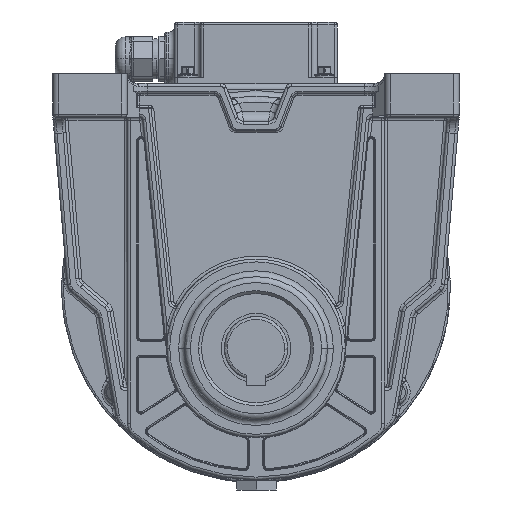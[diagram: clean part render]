
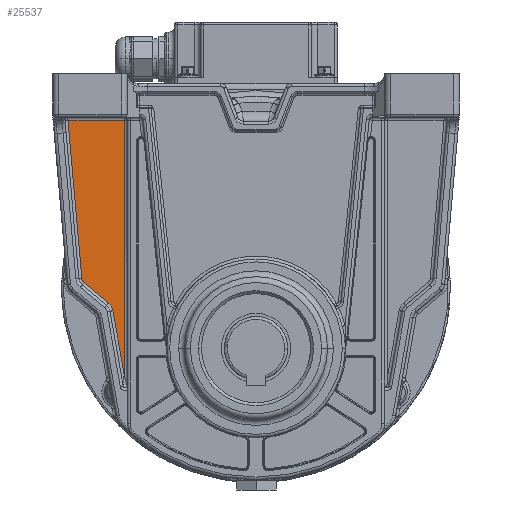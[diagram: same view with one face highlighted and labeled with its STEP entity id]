
A CAD part, left-side view. The second image highlights one B-rep face of the part: STEP entity #25537.
In plain terms, the highlighted planar face has unit normal (-1, 0, 0).
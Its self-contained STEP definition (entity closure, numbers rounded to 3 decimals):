
#2404=DIRECTION('',(0.,1.,0.));
#2405=VECTOR('',#2404,28.34);
#2406=CARTESIAN_POINT('',(18.,66.5,84.8));
#2407=LINE('',#2406,#2405);
#2412=DIRECTION('',(0.,0.174,0.985));
#2413=VECTOR('',#2412,32.629);
#2414=CARTESIAN_POINT('',(18.,66.5,-43.446));
#2415=LINE('',#2414,#2413);
#2416=CARTESIAN_POINT('',(18.,78.567,-12.441));
#2417=DIRECTION('',(-1.,0.,0.));
#2418=DIRECTION('',(0.,-0.985,0.174));
#2419=AXIS2_PLACEMENT_3D('',#2416,#2417,#2418);
#2421=DIRECTION('',(0.,0.766,0.643));
#2422=VECTOR('',#2421,15.99);
#2423=CARTESIAN_POINT('',(18.,74.389,-7.462));
#2424=LINE('',#2423,#2422);
#2425=CARTESIAN_POINT('',(18.,84.389,5.498));
#2426=DIRECTION('',(1.,0.,0.));
#2427=DIRECTION('',(0.,0.643,-0.766));
#2428=AXIS2_PLACEMENT_3D('',#2425,#2426,#2427);
#2430=DIRECTION('',(0.,0.087,0.996));
#2431=VECTOR('',#2430,79.911);
#2432=CARTESIAN_POINT('',(18.,87.875,5.193));
#2433=LINE('',#2432,#2431);
#2438=DIRECTION('',(0.,0.,1.));
#2439=VECTOR('',#2438,128.246);
#2440=CARTESIAN_POINT('',(18.,66.5,-43.446));
#2441=LINE('',#2440,#2439);
#18110=CARTESIAN_POINT('',(18.,94.84,84.8));
#18111=VERTEX_POINT('',#18110);
#18112=CARTESIAN_POINT('',(18.,87.875,5.193));
#18113=VERTEX_POINT('',#18112);
#18116=CARTESIAN_POINT('',(18.,66.5,84.8));
#18117=VERTEX_POINT('',#18116);
#18118=CARTESIAN_POINT('',(18.,66.5,
-43.446));
#18119=VERTEX_POINT('',#18118);
#18120=CARTESIAN_POINT('',(18.,72.166,-11.312));
#18121=VERTEX_POINT('',#18120);
#18122=CARTESIAN_POINT('',(18.,74.389,-7.462));
#18123=VERTEX_POINT('',#18122);
#18124=CARTESIAN_POINT('',(18.,86.638,2.817));
#18125=VERTEX_POINT('',#18124);
#25518=CARTESIAN_POINT('',(18.,0.,0.));
#25519=DIRECTION('',(1.,0.,0.));
#25520=DIRECTION('',(0.,-1.,0.));
#25521=AXIS2_PLACEMENT_3D('',#25518,#25519,#25520);
#25522=PLANE('',#25521);
#25523=ORIENTED_EDGE('',*,*,#25509,.F.);
#25525=ORIENTED_EDGE('',*,*,#25524,.F.);
#25527=ORIENTED_EDGE('',*,*,#25526,.T.);
#25529=ORIENTED_EDGE('',*,*,#25528,.T.);
#25531=ORIENTED_EDGE('',*,*,#25530,.T.);
#25533=ORIENTED_EDGE('',*,*,#25532,.T.);
#25534=ORIENTED_EDGE('',*,*,#25482,.T.);
#25535=EDGE_LOOP('',(#25523,#25525,#25527,#25529,#25531,#25533,#25534));
#25536=FACE_OUTER_BOUND('',#25535,.F.);
#25537=ADVANCED_FACE('',(#25536),#25522,.F.);
#2420=CIRCLE('',#2419,6.5);
#2429=CIRCLE('',#2428,3.5);
#25482=EDGE_CURVE('',#18113,#18111,#2433,.T.);
#25509=EDGE_CURVE('',#18117,#18111,#2407,.T.);
#25524=EDGE_CURVE('',#18119,#18117,#2441,.T.);
#25526=EDGE_CURVE('',#18119,#18121,#2415,.T.);
#25528=EDGE_CURVE('',#18121,#18123,#2420,.T.);
#25530=EDGE_CURVE('',#18123,#18125,#2424,.T.);
#25532=EDGE_CURVE('',#18125,#18113,#2429,.T.);
